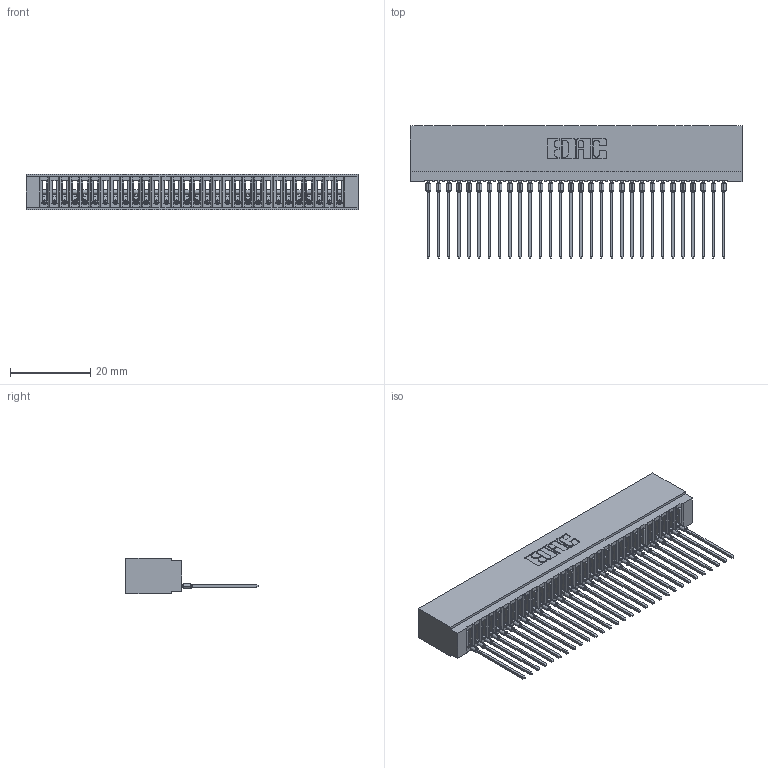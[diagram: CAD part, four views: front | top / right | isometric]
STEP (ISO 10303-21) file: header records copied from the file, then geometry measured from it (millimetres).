
FILE_DESCRIPTION (( 'STEP AP203' ), '1' );
FILE_NAME ('725-030-541-101.STEP', '2026-03-05T21:51:49', ( '' ), ( '' ), 'SwSTEP 2.0', 'SolidWorks 2023', '' );
FILE_SCHEMA (( 'CONFIG_CONTROL_DESIGN' ));
Length unit declared in the file: millimetre
Products named in the file (3): 745-292-001_541; 725-030-541-101; 725 Part_Insulator Option - 01
Assembly tree (31 placements, depth 2):
  725-030-541-101
    725 Part_Insulator Option - 01
    745-292-001_541  x30
Bounding box: 82.8 x 33.03 x 8.89 mm (x, y, z)
Volume: 6480 mm3; surface area: 12837.3 mm2
Topology: 31 solids, 31 shells, 3455 faces, 9494 edges, 5988 vertices
Faces by surface type: plane 2065, cylinder 610, bspline 600, torus 180
Entity records: 51148 total; most frequent: CARTESIAN_POINT 9513, ORIENTED_EDGE 8954, DIRECTION 7775, EDGE_CURVE 4477, LINE 4115, VECTOR 4115, VERTEX_POINT 2856, AXIS2_PLACEMENT_3D 1830
